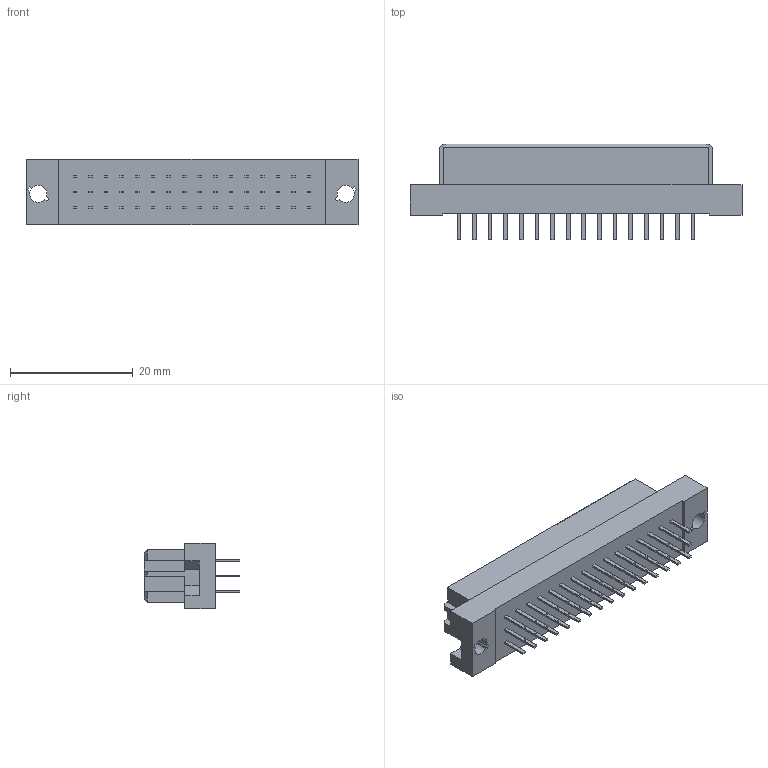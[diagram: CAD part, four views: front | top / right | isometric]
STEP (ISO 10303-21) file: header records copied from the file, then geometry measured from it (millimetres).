
FILE_DESCRIPTION (( 'STEP AP214' ), '1' );
FILE_NAME ('406AF-48-FSS-BAB4.STEP', '2021-03-24T10:40:45', ( '' ), ( '' ), 'SwSTEP 2.0', 'SolidWorks 2017', '' );
FILE_SCHEMA (( 'AUTOMOTIVE_DESIGN' ));
Length unit declared in the file: millimetre
Products named in the file (1): 406AF-48-FSS-BAB4
Bounding box: 54 x 15.6 x 10.6 mm (x, y, z)
Volume: 4675.9 mm3; surface area: 4222.9 mm2
Topology: 49 solids, 49 shells, 804 faces, 1776 edges, 1118 vertices
Faces by surface type: plane 798, cylinder 6
Entity records: 25050 total; most frequent: CARTESIAN_POINT 3699, ORIENTED_EDGE 3552, DIRECTION 3398, EDGE_CURVE 1776, VECTOR 1764, LINE 1764, VERTEX_POINT 1118, EDGE_LOOP 856
